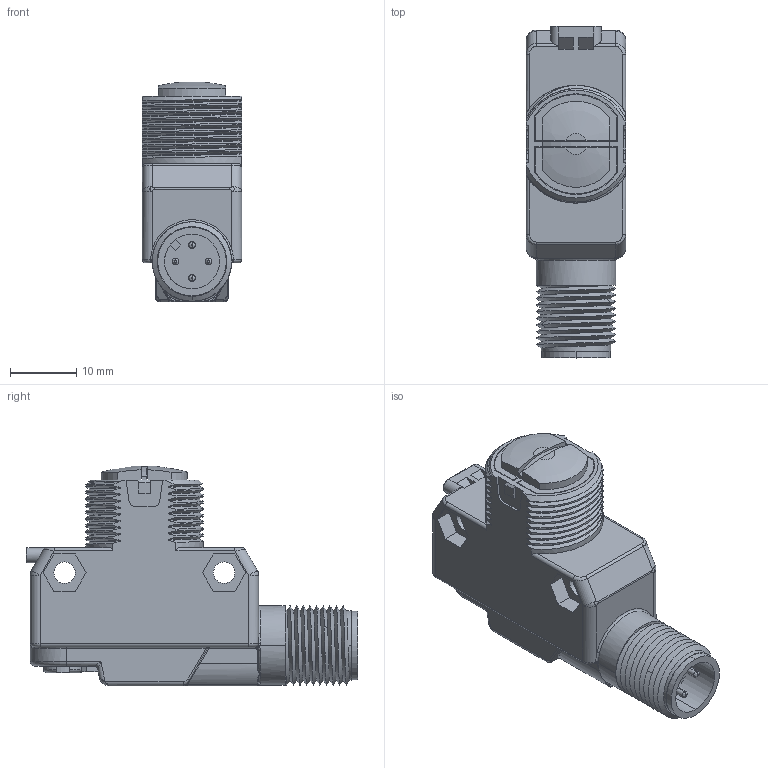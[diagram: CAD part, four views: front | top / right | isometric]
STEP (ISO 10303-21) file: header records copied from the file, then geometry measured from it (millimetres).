
FILE_DESCRIPTION((''),'2;1');
FILE_NAME('139707_SW','2008-05-07T',('banengservice'),('BANNER ENGINEERING'),'PRO/ENGINEER BY PARAMETRIC TECHNOLOGY CORPORATION, 2006170','PRO/ENGINEER BY PARAMETRIC TECHNOLOGY CORPORATION, 2006170','');
FILE_SCHEMA(('CONFIG_CONTROL_DESIGN'));
Length unit declared in the file: inch
Products named in the file (1): 139707_SW
Bounding box: 15 x 50.11 x 33.2 mm (x, y, z)
Volume: 12430 mm3; surface area: 5446.6 mm2
Topology: 1 solids, 1 shells, 456 faces, 1162 edges, 725 vertices
Faces by surface type: plane 153, cylinder 143, bspline 119, torus 26, sphere 10, cone 3, revolution 2
Entity records: 24444 total; most frequent: CARTESIAN_POINT 14237, ORIENTED_EDGE 2320, DIRECTION 1785, EDGE_CURVE 1160, VERTEX_POINT 725, AXIS2_PLACEMENT_3D 604, VECTOR 575, LINE 575
